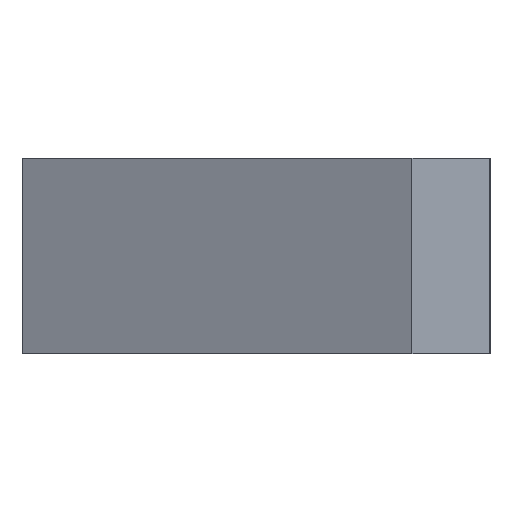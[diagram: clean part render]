
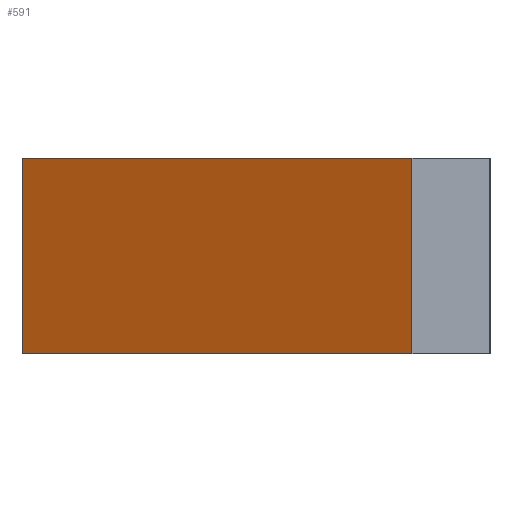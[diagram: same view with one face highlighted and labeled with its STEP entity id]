
A CAD part, left-side view. The second image highlights one B-rep face of the part: STEP entity #591.
In plain terms, the highlighted planar face has unit normal (-0.894, 0.447, 0).
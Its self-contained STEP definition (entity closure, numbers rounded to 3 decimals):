
#4 = VERTEX_POINT ( 'NONE', #309 ) ;
#25 = DIRECTION ( 'NONE',  ( -0.447, -0.894, 0. ) ) ;
#118 = ORIENTED_EDGE ( 'NONE', *, *, #487, .F. ) ;
#124 = CARTESIAN_POINT ( 'NONE',  ( -25., 24., 10. ) ) ;
#125 = DIRECTION ( 'NONE',  ( 0.894, -0.447, 0. ) ) ;
#128 = CARTESIAN_POINT ( 'NONE',  ( -25., 24., 10. ) ) ;
#130 = EDGE_CURVE ( 'NONE', #4, #215, #190, .T. ) ;
#159 = EDGE_CURVE ( 'NONE', #556, #4, #225, .T. ) ;
#190 = LINE ( 'NONE', #468, #413 ) ;
#215 = VERTEX_POINT ( 'NONE', #512 ) ;
#223 = CARTESIAN_POINT ( 'NONE',  ( -35., 4., 10. ) ) ;
#225 = LINE ( 'NONE', #124, #458 ) ;
#239 = VECTOR ( 'NONE', #25, 1000. ) ;
#251 = EDGE_CURVE ( 'NONE', #556, #265, #421, .T. ) ;
#265 = VERTEX_POINT ( 'NONE', #519 ) ;
#273 = CARTESIAN_POINT ( 'NONE',  ( -35., 4., 10. ) ) ;
#279 = DIRECTION ( 'NONE',  ( -0.447, -0.894, 0. ) ) ;
#292 = VECTOR ( 'NONE', #640, 1000. ) ;
#309 = CARTESIAN_POINT ( 'NONE',  ( -25., 24., 0. ) ) ;
#333 = CARTESIAN_POINT ( 'NONE',  ( -35., 4., 10. ) ) ;
#347 = AXIS2_PLACEMENT_3D ( 'NONE', #223, #125, #375 ) ;
#350 = ORIENTED_EDGE ( 'NONE', *, *, #251, .F. ) ;
#372 = ORIENTED_EDGE ( 'NONE', *, *, #130, .T. ) ;
#375 = DIRECTION ( 'NONE',  ( 0.447, 0.894, 0. ) ) ;
#413 = VECTOR ( 'NONE', #279, 1000. ) ;
#415 = PLANE ( 'NONE',  #347 ) ;
#421 = LINE ( 'NONE', #273, #239 ) ;
#430 = ORIENTED_EDGE ( 'NONE', *, *, #159, .T. ) ;
#457 = DIRECTION ( 'NONE',  ( 0., 0., -1. ) ) ;
#458 = VECTOR ( 'NONE', #457, 1000. ) ;
#468 = CARTESIAN_POINT ( 'NONE',  ( -35., 4., 0. ) ) ;
#487 = EDGE_CURVE ( 'NONE', #265, #215, #560, .T. ) ;
#512 = CARTESIAN_POINT ( 'NONE',  ( -35., 4., 0. ) ) ;
#519 = CARTESIAN_POINT ( 'NONE',  ( -35., 4., 10. ) ) ;
#556 = VERTEX_POINT ( 'NONE', #128 ) ;
#560 = LINE ( 'NONE', #333, #292 ) ;
#591 = ADVANCED_FACE ( 'NONE', ( #630 ), #415, .F. ) ;
#630 = FACE_OUTER_BOUND ( 'NONE', #641, .T. ) ;
#640 = DIRECTION ( 'NONE',  ( 0., 0., -1. ) ) ;
#641 = EDGE_LOOP ( 'NONE', ( #372, #118, #350, #430 ) ) ;
